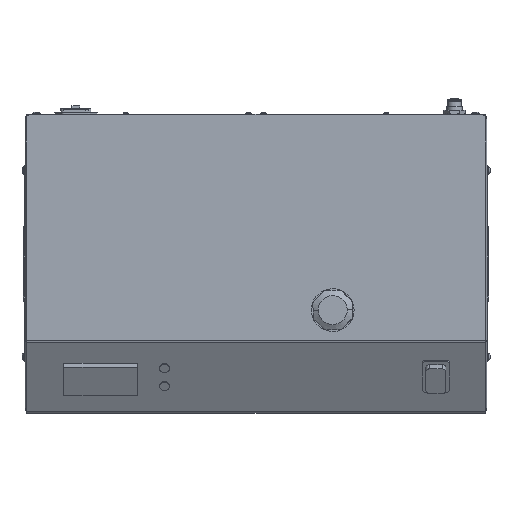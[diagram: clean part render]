
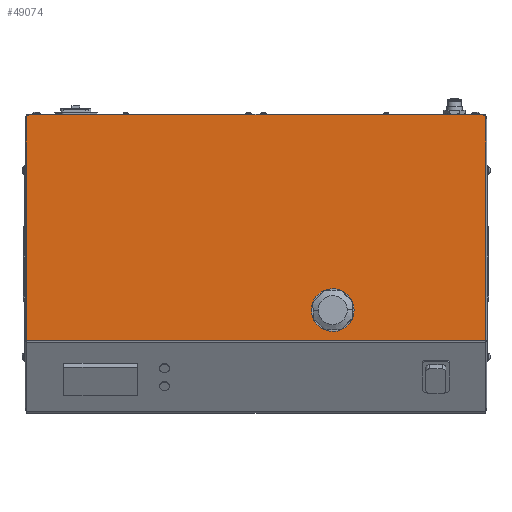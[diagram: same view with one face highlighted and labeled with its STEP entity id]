
A CAD part, top view. The second image highlights one B-rep face of the part: STEP entity #49074.
In plain terms, the highlighted planar face has unit normal (0, 0, 1).
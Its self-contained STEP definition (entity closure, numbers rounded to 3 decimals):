
#1217 = AXIS2_PLACEMENT_3D ( 'NONE', #69435, #64454, #46391 ) ;
#1927 = CARTESIAN_POINT ( 'NONE',  ( -234.12, 301.626, -44.984 ) ) ;
#3737 = VERTEX_POINT ( 'NONE', #73529 ) ;
#4899 = CIRCLE ( 'NONE', #34369, 17.5 ) ;
#6346 = EDGE_CURVE ( 'NONE', #3737, #36409, #4899, .T. ) ;
#6411 = EDGE_CURVE ( 'NONE', #38313, #63913, #49111, .T. ) ;
#6617 = LINE ( 'NONE', #18879, #8973 ) ;
#7645 = DIRECTION ( 'NONE',  ( 1., 0., 0. ) ) ;
#8144 = VERTEX_POINT ( 'NONE', #10549 ) ;
#8973 = VECTOR ( 'NONE', #41590, 1000. ) ;
#10549 = CARTESIAN_POINT ( 'NONE',  ( 234.12, 71.905, -44.984 ) ) ;
#12193 = ORIENTED_EDGE ( 'NONE', *, *, #19624, .F. ) ;
#13094 = LINE ( 'NONE', #1927, #49992 ) ;
#13282 = FACE_BOUND ( 'NONE', #16629, .T. ) ;
#13563 = CARTESIAN_POINT ( 'NONE',  ( 234.12, 298.626, -44.984 ) ) ;
#13680 = ORIENTED_EDGE ( 'NONE', *, *, #48779, .F. ) ;
#14405 = DIRECTION ( 'NONE',  ( 0., 1., 0. ) ) ;
#15317 = CIRCLE ( 'NONE', #32495, 17.5 ) ;
#16610 = CARTESIAN_POINT ( 'NONE',  ( -234.12, 71.905, -44.984 ) ) ;
#16629 = EDGE_LOOP ( 'NONE', ( #67880, #36673 ) ) ;
#18879 = CARTESIAN_POINT ( 'NONE',  ( -234.12, -143.914, -44.984 ) ) ;
#19624 = EDGE_CURVE ( 'NONE', #40293, #8144, #72851, .T. ) ;
#20168 = DIRECTION ( 'NONE',  ( 0., -1., 0. ) ) ;
#20187 = FACE_OUTER_BOUND ( 'NONE', #70291, .T. ) ;
#20350 = ORIENTED_EDGE ( 'NONE', *, *, #6411, .T. ) ;
#21378 = CARTESIAN_POINT ( 'NONE',  ( -234.12, 298.626, -44.984 ) ) ;
#22600 = EDGE_CURVE ( 'NONE', #46718, #8144, #70257, .T. ) ;
#27520 = DIRECTION ( 'NONE',  ( 0., 0., 1. ) ) ;
#28335 = DIRECTION ( 'NONE',  ( 1., 0., 0. ) ) ;
#31390 = VERTEX_POINT ( 'NONE', #44809 ) ;
#31728 = CARTESIAN_POINT ( 'NONE',  ( 0., 75.706, -44.984 ) ) ;
#31902 = EDGE_CURVE ( 'NONE', #46718, #63913, #6617, .T. ) ;
#32495 = AXIS2_PLACEMENT_3D ( 'NONE', #59940, #37246, #7645 ) ;
#33170 = ORIENTED_EDGE ( 'NONE', *, *, #31902, .F. ) ;
#34042 = AXIS2_PLACEMENT_3D ( 'NONE', #31728, #67082, #14405 ) ;
#34369 = AXIS2_PLACEMENT_3D ( 'NONE', #62923, #27520, #45234 ) ;
#34996 = EDGE_CURVE ( 'NONE', #36409, #3737, #15317, .T. ) ;
#36409 = VERTEX_POINT ( 'NONE', #53713 ) ;
#36673 = ORIENTED_EDGE ( 'NONE', *, *, #6346, .F. ) ;
#37246 = DIRECTION ( 'NONE',  ( 0., 0., 1. ) ) ;
#38180 = VECTOR ( 'NONE', #20168, 1000. ) ;
#38313 = VERTEX_POINT ( 'NONE', #66885 ) ;
#38896 = EDGE_CURVE ( 'NONE', #40293, #31390, #66067, .T. ) ;
#39312 = ORIENTED_EDGE ( 'NONE', *, *, #22600, .T. ) ;
#40293 = VERTEX_POINT ( 'NONE', #13563 ) ;
#41590 = DIRECTION ( 'NONE',  ( 0., 1., 0. ) ) ;
#42896 = PLANE ( 'NONE',  #34042 ) ;
#44809 = CARTESIAN_POINT ( 'NONE',  ( 231.12, 301.626, -44.984 ) ) ;
#45234 = DIRECTION ( 'NONE',  ( 1., 0., 0. ) ) ;
#46391 = DIRECTION ( 'NONE',  ( 0., 1., 0. ) ) ;
#46718 = VERTEX_POINT ( 'NONE', #16610 ) ;
#48779 = EDGE_CURVE ( 'NONE', #38313, #31390, #13094, .T. ) ;
#48850 = DIRECTION ( 'NONE',  ( 1., 0., 0. ) ) ;
#49074 = ADVANCED_FACE ( 'NONE', ( #13282, #20187 ), #42896, .F. ) ;
#49111 = CIRCLE ( 'NONE', #1217, 3. ) ;
#49927 = ORIENTED_EDGE ( 'NONE', *, *, #38896, .T. ) ;
#49992 = VECTOR ( 'NONE', #48850, 1000. ) ;
#52206 = CARTESIAN_POINT ( 'NONE',  ( 0., 71.905, -44.984 ) ) ;
#53713 = CARTESIAN_POINT ( 'NONE',  ( 95.62, 103., -44.984 ) ) ;
#56281 = CARTESIAN_POINT ( 'NONE',  ( 234.12, -143.914, -44.984 ) ) ;
#59940 = CARTESIAN_POINT ( 'NONE',  ( 78.12, 103., -44.984 ) ) ;
#62923 = CARTESIAN_POINT ( 'NONE',  ( 78.12, 103., -44.984 ) ) ;
#62931 = DIRECTION ( 'NONE',  ( 0., 1., 0. ) ) ;
#63306 = CARTESIAN_POINT ( 'NONE',  ( 231.12, 298.626, -44.984 ) ) ;
#63599 = AXIS2_PLACEMENT_3D ( 'NONE', #63306, #75216, #62931 ) ;
#63913 = VERTEX_POINT ( 'NONE', #21378 ) ;
#64454 = DIRECTION ( 'NONE',  ( 0., 0., 1. ) ) ;
#66067 = CIRCLE ( 'NONE', #63599, 3. ) ;
#66885 = CARTESIAN_POINT ( 'NONE',  ( -231.12, 301.626, -44.984 ) ) ;
#67082 = DIRECTION ( 'NONE',  ( 0., 0., -1. ) ) ;
#67880 = ORIENTED_EDGE ( 'NONE', *, *, #34996, .F. ) ;
#69435 = CARTESIAN_POINT ( 'NONE',  ( -231.12, 298.626, -44.984 ) ) ;
#70257 = LINE ( 'NONE', #52206, #74136 ) ;
#70291 = EDGE_LOOP ( 'NONE', ( #13680, #20350, #33170, #39312, #12193, #49927 ) ) ;
#72851 = LINE ( 'NONE', #56281, #38180 ) ;
#73529 = CARTESIAN_POINT ( 'NONE',  ( 60.62, 103., -44.984 ) ) ;
#74136 = VECTOR ( 'NONE', #28335, 1000. ) ;
#75216 = DIRECTION ( 'NONE',  ( 0., 0., 1. ) ) ;
